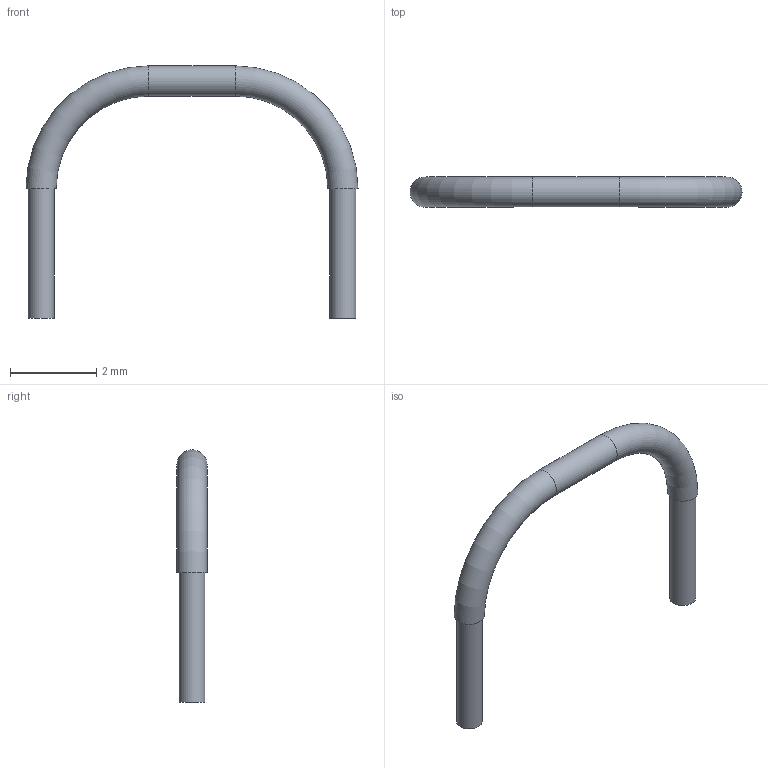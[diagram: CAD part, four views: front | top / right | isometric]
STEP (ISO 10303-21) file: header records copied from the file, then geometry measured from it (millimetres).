
FILE_DESCRIPTION(('FreeCAD Model'),'2;1');
FILE_NAME('Open CASCADE Shape Model','2023-03-14T22:11:10',('Author'),( ''),'Open CASCADE STEP processor 7.6','FreeCAD','Unknown');
FILE_SCHEMA(('AUTOMOTIVE_DESIGN { 1 0 10303 214 1 1 1 1 }'));
Length unit declared in the file: millimetre
Products named in the file (9): Generic_jumpers; pathwire; areawire; areaisola; pathisola; isolation; AdditivePipe; wire; AdditivePipe001
Assembly tree (8 placements, depth 2):
  Generic_jumpers
    pathwire
    areawire
    areaisola
    pathisola
    isolation
    AdditivePipe
    wire
    AdditivePipe001
Bounding box: 7.7 x 0.7 x 5.85 mm (x, y, z)
Volume: 11 mm3; surface area: 141.8 mm2
Topology: 4 solids, 4 shells, 30 faces, 61 edges, 47 vertices
Faces by surface type: torus 12, cylinder 10, plane 8
Full cylindrical faces by diameter (mm): 0.6 x8, 0.7 x2
Entity records: 1676 total; most frequent: CARTESIAN_POINT 269, DIRECTION 267, ORIENTED_EDGE 100, PCURVE 100, DEFINITIONAL_REPRESENTATION 100, AXIS2_PLACEMENT_3D 86, LINE 83, VECTOR 83
